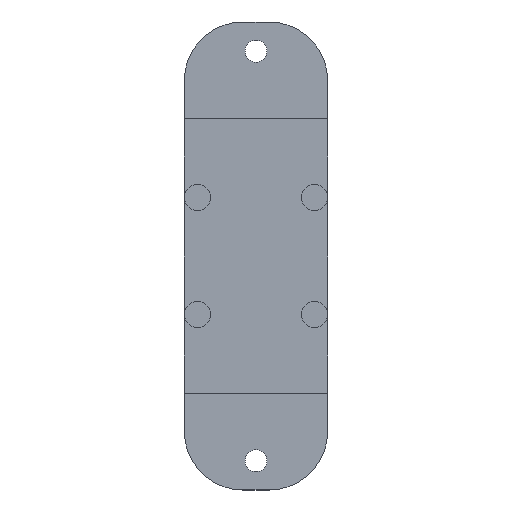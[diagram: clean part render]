
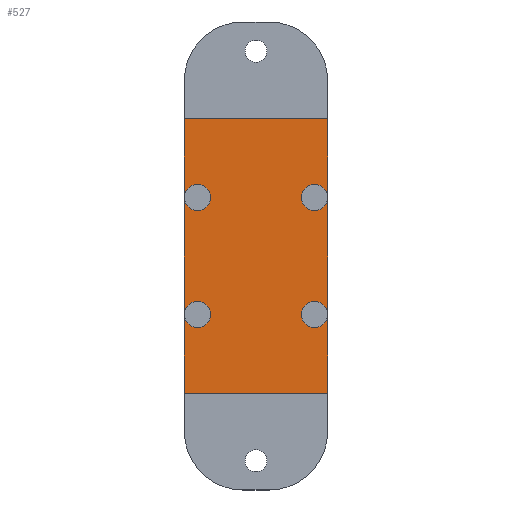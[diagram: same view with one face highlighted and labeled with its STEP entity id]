
A CAD part, top view. The second image highlights one B-rep face of the part: STEP entity #527.
In plain terms, the highlighted planar face has unit normal (0, 0, 1).
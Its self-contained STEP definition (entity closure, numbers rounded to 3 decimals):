
#23=PLANE('',#604);
#53=FACE_OUTER_BOUND('',#87,.T.);
#87=EDGE_LOOP('',(#421,#422,#423,#424,#425,#426,#427,#428,#429,#430,#431,
#432,#433,#434));
#118=LINE('',#871,#160);
#119=LINE('',#873,#161);
#120=LINE('',#875,#162);
#130=LINE('',#906,#172);
#131=LINE('',#914,#173);
#132=LINE('',#916,#174);
#133=LINE('',#919,#175);
#134=LINE('',#921,#176);
#160=VECTOR('',#701,10.);
#161=VECTOR('',#702,10.);
#162=VECTOR('',#703,10.);
#172=VECTOR('',#737,10.);
#173=VECTOR('',#746,10.);
#174=VECTOR('',#747,10.);
#175=VECTOR('',#750,10.);
#176=VECTOR('',#753,10.);
#211=CIRCLE('',#605,2.25);
#212=CIRCLE('',#606,2.25);
#213=CIRCLE('',#607,2.25);
#214=CIRCLE('',#608,2.25);
#215=CIRCLE('',#609,2.25);
#216=CIRCLE('',#610,2.25);
#243=VERTEX_POINT('',#868);
#244=VERTEX_POINT('',#870);
#245=VERTEX_POINT('',#872);
#246=VERTEX_POINT('',#874);
#255=VERTEX_POINT('',#905);
#256=VERTEX_POINT('',#907);
#257=VERTEX_POINT('',#910);
#258=VERTEX_POINT('',#913);
#259=VERTEX_POINT('',#915);
#260=VERTEX_POINT('',#918);
#299=EDGE_CURVE('',#244,#243,#118,.T.);
#300=EDGE_CURVE('',#245,#244,#119,.T.);
#301=EDGE_CURVE('',#246,#245,#120,.T.);
#316=EDGE_CURVE('',#246,#255,#130,.T.);
#317=EDGE_CURVE('',#256,#245,#211,.T.);
#318=EDGE_CURVE('',#245,#256,#212,.T.);
#319=EDGE_CURVE('',#257,#244,#213,.T.);
#320=EDGE_CURVE('',#244,#257,#214,.T.);
#321=EDGE_CURVE('',#258,#243,#131,.T.);
#322=EDGE_CURVE('',#258,#259,#132,.T.);
#323=EDGE_CURVE('',#259,#259,#215,.T.);
#324=EDGE_CURVE('',#259,#260,#133,.T.);
#325=EDGE_CURVE('',#260,#260,#216,.T.);
#326=EDGE_CURVE('',#260,#255,#134,.T.);
#421=ORIENTED_EDGE('',*,*,#316,.F.);
#422=ORIENTED_EDGE('',*,*,#301,.T.);
#423=ORIENTED_EDGE('',*,*,#317,.F.);
#424=ORIENTED_EDGE('',*,*,#318,.F.);
#425=ORIENTED_EDGE('',*,*,#300,.T.);
#426=ORIENTED_EDGE('',*,*,#319,.F.);
#427=ORIENTED_EDGE('',*,*,#320,.F.);
#428=ORIENTED_EDGE('',*,*,#299,.T.);
#429=ORIENTED_EDGE('',*,*,#321,.F.);
#430=ORIENTED_EDGE('',*,*,#322,.T.);
#431=ORIENTED_EDGE('',*,*,#323,.F.);
#432=ORIENTED_EDGE('',*,*,#324,.T.);
#433=ORIENTED_EDGE('',*,*,#325,.F.);
#434=ORIENTED_EDGE('',*,*,#326,.T.);
#527=ADVANCED_FACE('',(#53),#23,.T.);
#604=AXIS2_PLACEMENT_3D('',#904,#735,#736);
#605=AXIS2_PLACEMENT_3D('',#908,#738,#739);
#606=AXIS2_PLACEMENT_3D('',#909,#740,#741);
#607=AXIS2_PLACEMENT_3D('',#911,#742,#743);
#608=AXIS2_PLACEMENT_3D('',#912,#744,#745);
#609=AXIS2_PLACEMENT_3D('',#917,#748,#749);
#610=AXIS2_PLACEMENT_3D('',#920,#751,#752);
#701=DIRECTION('',(0.,1.,0.));
#702=DIRECTION('',(0.,1.,0.));
#703=DIRECTION('',(0.,1.,0.));
#735=DIRECTION('center_axis',(0.,0.,1.));
#736=DIRECTION('ref_axis',(1.,0.,0.));
#737=DIRECTION('',(-1.,0.,0.));
#738=DIRECTION('center_axis',(0.,0.,1.));
#739=DIRECTION('ref_axis',(1.,0.,0.));
#740=DIRECTION('center_axis',(0.,0.,1.));
#741=DIRECTION('ref_axis',(1.,0.,0.));
#742=DIRECTION('center_axis',(0.,0.,1.));
#743=DIRECTION('ref_axis',(1.,0.,0.));
#744=DIRECTION('center_axis',(0.,0.,1.));
#745=DIRECTION('ref_axis',(1.,0.,0.));
#746=DIRECTION('',(1.,0.,0.));
#747=DIRECTION('',(0.,-1.,0.));
#748=DIRECTION('center_axis',(0.,0.,1.));
#749=DIRECTION('ref_axis',(1.,0.,0.));
#750=DIRECTION('',(0.,-1.,0.));
#751=DIRECTION('center_axis',(0.,0.,1.));
#752=DIRECTION('ref_axis',(1.,0.,0.));
#753=DIRECTION('',(0.,-1.,0.));
#868=CARTESIAN_POINT('',(12.25,23.5,0.));
#870=CARTESIAN_POINT('',(12.25,10.,0.));
#871=CARTESIAN_POINT('',(12.25,-40.,0.));
#872=CARTESIAN_POINT('',(12.25,-10.,0.));
#873=CARTESIAN_POINT('',(12.25,-40.,0.));
#874=CARTESIAN_POINT('',(12.25,-23.5,0.));
#875=CARTESIAN_POINT('',(12.25,-40.,0.));
#904=CARTESIAN_POINT('Origin',(0.,0.,0.));
#905=CARTESIAN_POINT('',(-12.25,-23.5,0.));
#906=CARTESIAN_POINT('',(12.25,-23.5,0.));
#907=CARTESIAN_POINT('',(7.75,-10.,0.));
#908=CARTESIAN_POINT('Origin',(10.,-10.,0.));
#909=CARTESIAN_POINT('Origin',(10.,-10.,0.));
#910=CARTESIAN_POINT('',(7.75,10.,0.));
#911=CARTESIAN_POINT('Origin',(10.,10.,0.));
#912=CARTESIAN_POINT('Origin',(10.,10.,0.));
#913=CARTESIAN_POINT('',(-12.25,23.5,0.));
#914=CARTESIAN_POINT('',(-12.25,23.5,0.));
#915=CARTESIAN_POINT('',(-12.25,10.,0.));
#916=CARTESIAN_POINT('',(-12.25,40.,0.));
#917=CARTESIAN_POINT('Origin',(-10.,10.,0.));
#918=CARTESIAN_POINT('',(-12.25,-10.,0.));
#919=CARTESIAN_POINT('',(-12.25,40.,0.));
#920=CARTESIAN_POINT('Origin',(-10.,-10.,0.));
#921=CARTESIAN_POINT('',(-12.25,40.,0.));
